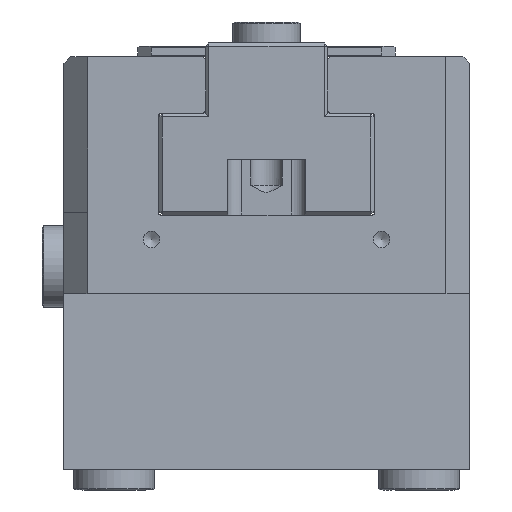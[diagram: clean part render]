
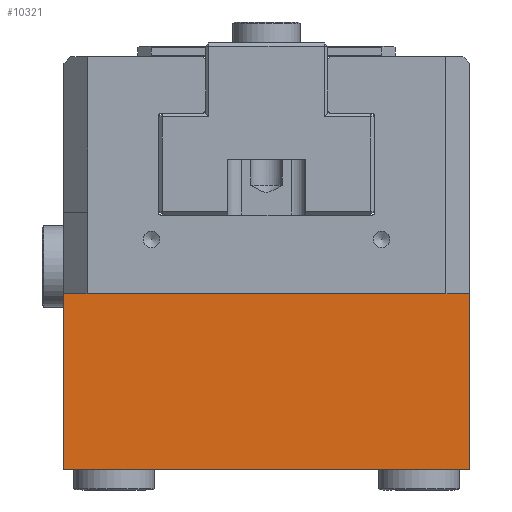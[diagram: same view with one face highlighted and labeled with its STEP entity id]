
A CAD part, left-side view. The second image highlights one B-rep face of the part: STEP entity #10321.
In plain terms, the highlighted planar face has unit normal (-1, 0, 0).
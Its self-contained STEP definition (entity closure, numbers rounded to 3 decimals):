
#680=PLANE('',#11393);
#1279=FACE_OUTER_BOUND('',#1902,.T.);
#1902=EDGE_LOOP('',(#8802,#8803,#8804,#8805));
#2318=LINE('',#16259,#3172);
#2365=LINE('',#16516,#3219);
#2374=LINE('',#16567,#3228);
#2405=LINE('',#16676,#3259);
#3172=VECTOR('',#12370,10.);
#3219=VECTOR('',#12545,10.);
#3228=VECTOR('',#12598,10.);
#3259=VECTOR('',#12697,10.);
#4609=VERTEX_POINT('',#16256);
#4610=VERTEX_POINT('',#16258);
#4687=VERTEX_POINT('',#16513);
#4688=VERTEX_POINT('',#16515);
#5768=EDGE_CURVE('',#4609,#4610,#2318,.T.);
#5861=EDGE_CURVE('',#4687,#4688,#2365,.T.);
#5887=EDGE_CURVE('',#4610,#4687,#2374,.T.);
#5944=EDGE_CURVE('',#4609,#4688,#2405,.T.);
#8802=ORIENTED_EDGE('',*,*,#5861,.F.);
#8803=ORIENTED_EDGE('',*,*,#5887,.F.);
#8804=ORIENTED_EDGE('',*,*,#5768,.F.);
#8805=ORIENTED_EDGE('',*,*,#5944,.T.);
#10321=ADVANCED_FACE('',(#1279),#680,.F.);
#11393=AXIS2_PLACEMENT_3D('',#17726,#13551,#13552);
#12370=DIRECTION('',(0.,0.,-1.));
#12545=DIRECTION('',(0.,0.,1.));
#12598=DIRECTION('',(0.,1.,0.));
#12697=DIRECTION('',(0.,1.,0.));
#13551=DIRECTION('center_axis',(1.,0.,0.));
#13552=DIRECTION('ref_axis',(0.,0.,-1.));
#16256=CARTESIAN_POINT('',(-50.,-30.,26.));
#16258=CARTESIAN_POINT('',(-50.,-30.,0.));
#16259=CARTESIAN_POINT('',(-50.,-30.,13.));
#16513=CARTESIAN_POINT('',(-50.,30.,0.));
#16515=CARTESIAN_POINT('',(-50.,30.,26.));
#16516=CARTESIAN_POINT('',(-50.,30.,13.));
#16567=CARTESIAN_POINT('',(-50.,-15.,0.));
#16676=CARTESIAN_POINT('',(-50.,-30.,26.));
#17726=CARTESIAN_POINT('Origin',(-50.,-30.,26.));
